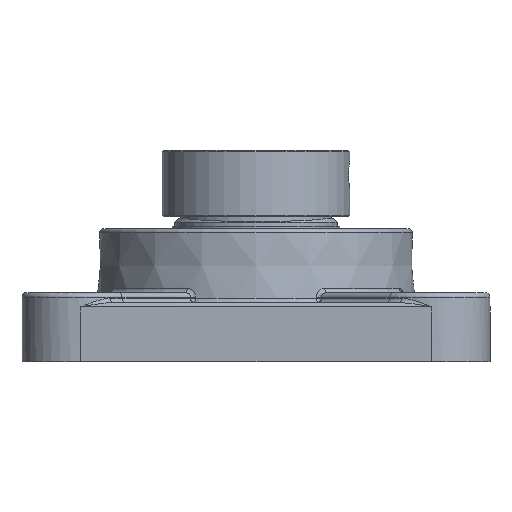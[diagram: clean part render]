
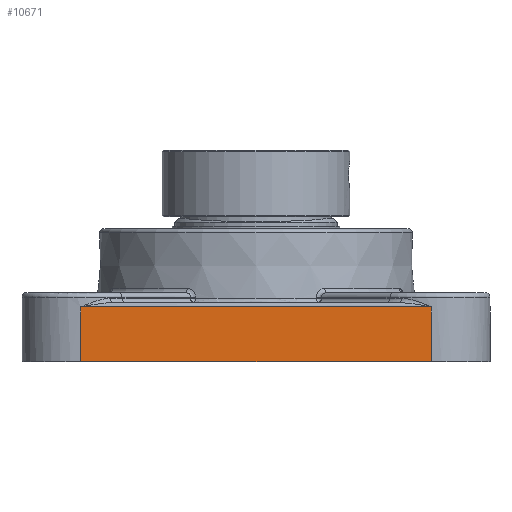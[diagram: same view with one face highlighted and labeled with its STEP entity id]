
A CAD part, front view. The second image highlights one B-rep face of the part: STEP entity #10671.
In plain terms, the highlighted planar face has unit normal (0, -1, 0).
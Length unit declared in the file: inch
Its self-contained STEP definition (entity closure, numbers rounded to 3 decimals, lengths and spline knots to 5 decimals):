
#3496=CARTESIAN_POINT('',(-1.40208,-1.87008,0.43744));
#3497=VERTEX_POINT('',#3496);
#3722=CARTESIAN_POINT('',(1.40208,-1.87008,0.43744));
#3723=VERTEX_POINT('',#3722);
#3724=CARTESIAN_POINT('',(-0.552,-1.87008,0.43744));
#3725=DIRECTION('',(1.,0.,-0.));
#3726=VECTOR('',#3725,1.104);
#3727=LINE('',#3724,#3726);
#3728=EDGE_CURVE('',#3497,#3723,#3727,.T.);
#4113=CARTESIAN_POINT('',(1.40208,-1.87008,0.));
#4114=VERTEX_POINT('',#4113);
#4115=CARTESIAN_POINT('',(1.40208,-1.87008,0.));
#4116=DIRECTION('',(0.,0.,1.));
#4117=VECTOR('',#4116,0.17222);
#4118=LINE('',#4115,#4117);
#4119=EDGE_CURVE('',#4114,#3723,#4118,.T.);
#10263=CARTESIAN_POINT('',(-1.40208,-1.87008,0.));
#10264=VERTEX_POINT('',#10263);
#10272=CARTESIAN_POINT('',(-1.40208,-1.87008,0.));
#10273=DIRECTION('',(0.,0.,1.));
#10274=VECTOR('',#10273,0.17222);
#10275=LINE('',#10272,#10274);
#10276=EDGE_CURVE('',#10264,#3497,#10275,.T.);
#10655=CARTESIAN_POINT('',(0.,-1.87008,0.));
#10656=DIRECTION('',(0.,-1.,0.));
#10657=DIRECTION('',(1.,0.,0.));
#10658=AXIS2_PLACEMENT_3D('',#10655,#10656,#10657);
#10659=PLANE('',#10658);
#10660=ORIENTED_EDGE('',*,*,#3728,.F.);
#10661=ORIENTED_EDGE('',*,*,#10276,.F.);
#10662=CARTESIAN_POINT('',(1.40208,-1.87008,0.));
#10663=DIRECTION('',(-1.,0.,0.));
#10664=VECTOR('',#10663,1.104);
#10665=LINE('',#10662,#10664);
#10666=EDGE_CURVE('',#4114,#10264,#10665,.T.);
#10667=ORIENTED_EDGE('',*,*,#10666,.F.);
#10668=ORIENTED_EDGE('',*,*,#4119,.T.);
#10669=EDGE_LOOP('',(#10660,#10661,#10667,#10668));
#10670=FACE_BOUND('',#10669,.T.);
#10671=ADVANCED_FACE('',(#10670),#10659,.T.);
